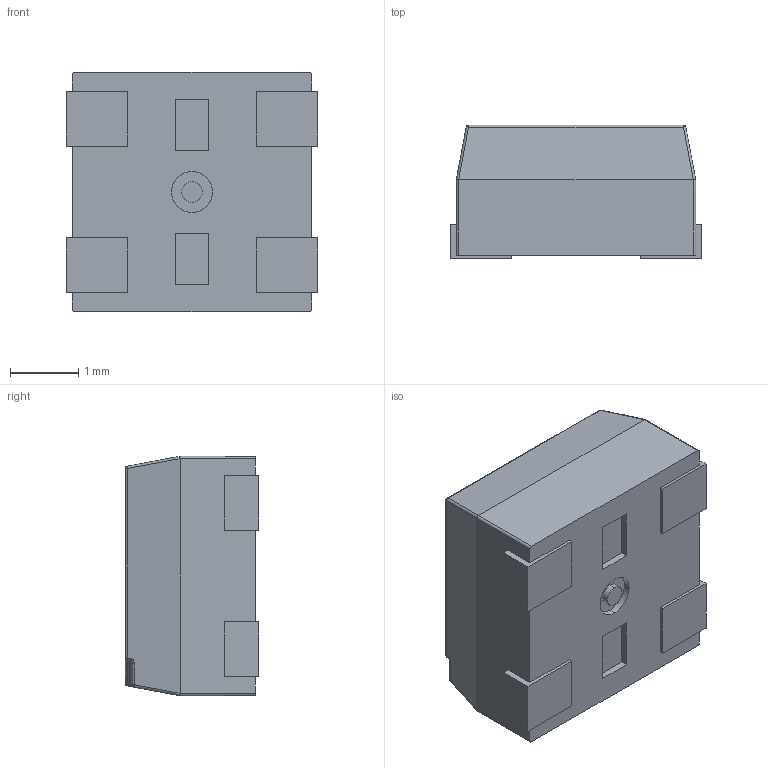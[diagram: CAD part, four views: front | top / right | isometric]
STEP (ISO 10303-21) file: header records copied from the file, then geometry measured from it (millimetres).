
FILE_DESCRIPTION (( 'STEP AP214' ), '1' );
FILE_NAME ('IN-PI33TBTPRPGPB.STEP', '2024-02-08T01:14:56', ( '' ), ( '' ), 'SwSTEP 2.0', 'SolidWorks 2022', '' );
FILE_SCHEMA (( 'AUTOMOTIVE_DESIGN' ));
Length unit declared in the file: millimetre
Products named in the file (1): IN-PI33TBTPRPGPB
Bounding box: 3.68 x 1.95 x 3.5 mm (x, y, z)
Volume: 22.5 mm3; surface area: 71.7 mm2
Topology: 2 solids, 2 shells, 91 faces, 230 edges, 144 vertices
Faces by surface type: plane 51, cylinder 22, sphere 6, bspline 6, cone 4, torus 2
Entity records: 2834 total; most frequent: CARTESIAN_POINT 700, ORIENTED_EDGE 452, DIRECTION 410, EDGE_CURVE 226, LINE 146, VECTOR 146, VERTEX_POINT 144, AXIS2_PLACEMENT_3D 132
